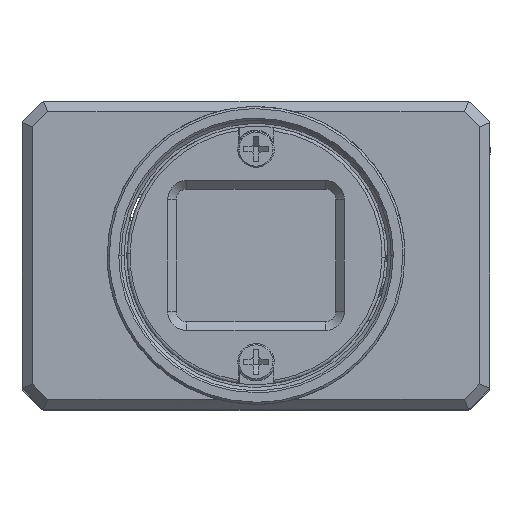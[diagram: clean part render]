
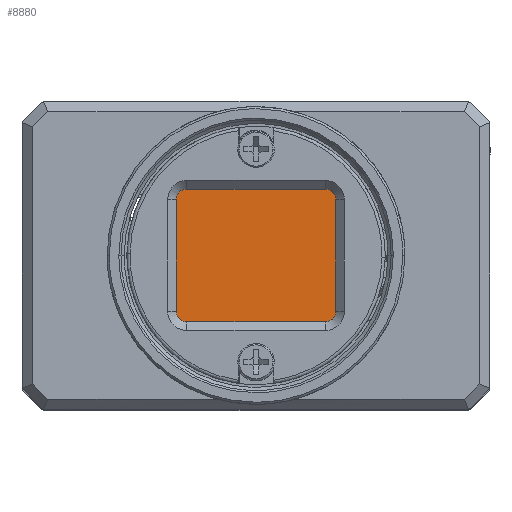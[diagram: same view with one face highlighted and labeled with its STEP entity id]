
A CAD part, front view. The second image highlights one B-rep face of the part: STEP entity #8880.
In plain terms, the highlighted planar face has unit normal (0, -1, 0).
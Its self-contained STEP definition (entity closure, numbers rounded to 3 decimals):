
#567 = CARTESIAN_POINT ( 'NONE',  ( -7.5, -25.76, 19.777 ) ) ;
#601 = EDGE_CURVE ( 'NONE', #4664, #9363, #2581, .T. ) ;
#1130 = CARTESIAN_POINT ( 'NONE',  ( -2.167, -25.76, 20.777 ) ) ;
#1522 = VERTEX_POINT ( 'NONE', #23876 ) ;
#2407 = EDGE_CURVE ( 'NONE', #26810, #4664, #37899, .T. ) ;
#2581 =( BOUNDED_CURVE ( )  B_SPLINE_CURVE ( 2, ( #7838, #7166, #42647 ),
 .UNSPECIFIED., .F., .F. ) 
 B_SPLINE_CURVE_WITH_KNOTS ( ( 3, 3 ),
 ( 0., 1. ),
 .UNSPECIFIED. ) 
 CURVE ( )  GEOMETRIC_REPRESENTATION_ITEM ( )  RATIONAL_B_SPLINE_CURVE ( ( 1., 0.707, 1. ) ) 
 REPRESENTATION_ITEM ( '' )  );
#2907 = CARTESIAN_POINT ( 'NONE',  ( -6.5, -25.76, 8.277 ) ) ;
#3173 = CARTESIAN_POINT ( 'NONE',  ( 7.5, -25.76, 16.277 ) ) ;
#4211 = CARTESIAN_POINT ( 'NONE',  ( -7.5, -25.76, 12.777 ) ) ;
#4612 = ORIENTED_EDGE ( 'NONE', *, *, #601, .F. ) ;
#4664 = VERTEX_POINT ( 'NONE', #9713 ) ;
#5238 = EDGE_CURVE ( 'NONE', #7157, #41943, #26871, .T. ) ;
#6880 = ORIENTED_EDGE ( 'NONE', *, *, #23726, .F. ) ;
#6895 = ORIENTED_EDGE ( 'NONE', *, *, #44326, .F. ) ;
#7157 = VERTEX_POINT ( 'NONE', #26470 ) ;
#7166 = CARTESIAN_POINT ( 'NONE',  ( 7.5, -25.76, 20.777 ) ) ;
#7186 = EDGE_CURVE ( 'NONE', #22181, #1522, #43482, .T. ) ;
#7202 = EDGE_LOOP ( 'NONE', ( #4612, #30064, #6880, #30147, #14249, #19676, #42580, #6895 ) ) ;
#7613 = B_SPLINE_CURVE_WITH_KNOTS ( 'NONE', 3,
 ( #37729, #31135, #17255, #2907 ),
 .UNSPECIFIED., .F., .F.,
 ( 4, 4 ),
 ( 0., 1. ),
 .UNSPECIFIED. ) ;
#7642 = CARTESIAN_POINT ( 'NONE',  ( -7.5, -25.76, 16.277 ) ) ;
#7838 = CARTESIAN_POINT ( 'NONE',  ( 6.5, -25.76, 20.777 ) ) ;
#8880 = ADVANCED_FACE ( 'NONE', ( #40186 ), #23807, .T. ) ;
#9363 = VERTEX_POINT ( 'NONE', #34590 ) ;
#9464 = DIRECTION ( 'NONE',  ( 0., 0., -1. ) ) ;
#9713 = CARTESIAN_POINT ( 'NONE',  ( 6.5, -25.76, 20.777 ) ) ;
#11392 = CARTESIAN_POINT ( 'NONE',  ( -7.5, -25.76, 8.277 ) ) ;
#11559 = CARTESIAN_POINT ( 'NONE',  ( -7.5, -25.76, 20.777 ) ) ;
#11622 = CARTESIAN_POINT ( 'NONE',  ( -6.5, -25.76, 20.777 ) ) ;
#13535 = B_SPLINE_CURVE_WITH_KNOTS ( 'NONE', 3,
 ( #25155, #4211, #7642, #567 ),
 .UNSPECIFIED., .F., .F.,
 ( 4, 4 ),
 ( 0., 1. ),
 .UNSPECIFIED. ) ;
#14249 = ORIENTED_EDGE ( 'NONE', *, *, #5238, .F. ) ;
#14593 = CARTESIAN_POINT ( 'NONE',  ( -7.5, -25.76, 9.277 ) ) ;
#16013 = CARTESIAN_POINT ( 'NONE',  ( -7.5, -25.76, 9.277 ) ) ;
#17255 = CARTESIAN_POINT ( 'NONE',  ( -2.167, -25.76, 8.277 ) ) ;
#18469 = CARTESIAN_POINT ( 'NONE',  ( -6.5, -25.76, 8.277 ) ) ;
#18719 = VERTEX_POINT ( 'NONE', #24814 ) ;
#19503 = DIRECTION ( 'NONE',  ( 0., -1., 0. ) ) ;
#19676 = ORIENTED_EDGE ( 'NONE', *, *, #28360, .F. ) ;
#20887 = B_SPLINE_CURVE_WITH_KNOTS ( 'NONE', 3,
 ( #24341, #3173, #30735, #44596 ),
 .UNSPECIFIED., .F., .F.,
 ( 4, 4 ),
 ( 0., 1. ),
 .UNSPECIFIED. ) ;
#22181 = VERTEX_POINT ( 'NONE', #25329 ) ;
#22544 = CARTESIAN_POINT ( 'NONE',  ( -6.5, -25.76, 20.777 ) ) ;
#23726 = EDGE_CURVE ( 'NONE', #18719, #26810, #39804, .T. ) ;
#23807 = PLANE ( 'NONE',  #33332 ) ;
#23876 = CARTESIAN_POINT ( 'NONE',  ( 6.5, -25.76, 8.277 ) ) ;
#24341 = CARTESIAN_POINT ( 'NONE',  ( 7.5, -25.76, 19.777 ) ) ;
#24814 = CARTESIAN_POINT ( 'NONE',  ( -7.5, -25.76, 19.777 ) ) ;
#25155 = CARTESIAN_POINT ( 'NONE',  ( -7.5, -25.76, 9.277 ) ) ;
#25329 = CARTESIAN_POINT ( 'NONE',  ( 7.5, -25.76, 9.277 ) ) ;
#25459 = CARTESIAN_POINT ( 'NONE',  ( -6.5, -25.76, 20.777 ) ) ;
#25945 = CARTESIAN_POINT ( 'NONE',  ( 6.5, -25.76, 20.777 ) ) ;
#26470 = CARTESIAN_POINT ( 'NONE',  ( -6.5, -25.76, 8.277 ) ) ;
#26810 = VERTEX_POINT ( 'NONE', #11622 ) ;
#26871 =( BOUNDED_CURVE ( )  B_SPLINE_CURVE ( 2, ( #18469, #11392, #14593 ),
 .UNSPECIFIED., .F., .T. ) 
 B_SPLINE_CURVE_WITH_KNOTS ( ( 3, 3 ),
 ( 0., 1. ),
 .UNSPECIFIED. ) 
 CURVE ( )  GEOMETRIC_REPRESENTATION_ITEM ( )  RATIONAL_B_SPLINE_CURVE ( ( 1., 0.707, 1. ) ) 
 REPRESENTATION_ITEM ( '' )  );
#28360 = EDGE_CURVE ( 'NONE', #1522, #7157, #7613, .T. ) ;
#29231 = CARTESIAN_POINT ( 'NONE',  ( 7.5, -25.76, 8.277 ) ) ;
#29376 = CARTESIAN_POINT ( 'NONE',  ( 2.167, -25.76, 20.777 ) ) ;
#29904 = CARTESIAN_POINT ( 'NONE',  ( 7.5, -25.76, 9.277 ) ) ;
#30064 = ORIENTED_EDGE ( 'NONE', *, *, #2407, .F. ) ;
#30147 = ORIENTED_EDGE ( 'NONE', *, *, #38514, .F. ) ;
#30735 = CARTESIAN_POINT ( 'NONE',  ( 7.5, -25.76, 12.777 ) ) ;
#31135 = CARTESIAN_POINT ( 'NONE',  ( 2.167, -25.76, 8.277 ) ) ;
#33332 = AXIS2_PLACEMENT_3D ( 'NONE', #37452, #19503, #9464 ) ;
#34590 = CARTESIAN_POINT ( 'NONE',  ( 7.5, -25.76, 19.777 ) ) ;
#37452 = CARTESIAN_POINT ( 'NONE',  ( 9.11, -25.76, 6.917 ) ) ;
#37729 = CARTESIAN_POINT ( 'NONE',  ( 6.5, -25.76, 8.277 ) ) ;
#37899 = B_SPLINE_CURVE_WITH_KNOTS ( 'NONE', 3,
 ( #22544, #1130, #29376, #25945 ),
 .UNSPECIFIED., .F., .F.,
 ( 4, 4 ),
 ( 0., 1. ),
 .UNSPECIFIED. ) ;
#38514 = EDGE_CURVE ( 'NONE', #41943, #18719, #13535, .T. ) ;
#39804 =( BOUNDED_CURVE ( )  B_SPLINE_CURVE ( 2, ( #42754, #11559, #25459 ),
 .UNSPECIFIED., .F., .F. ) 
 B_SPLINE_CURVE_WITH_KNOTS ( ( 3, 3 ),
 ( 0., 1. ),
 .UNSPECIFIED. ) 
 CURVE ( )  GEOMETRIC_REPRESENTATION_ITEM ( )  RATIONAL_B_SPLINE_CURVE ( ( 1., 0.707, 1. ) ) 
 REPRESENTATION_ITEM ( '' )  );
#40186 = FACE_OUTER_BOUND ( 'NONE', #7202, .T. ) ;
#41943 = VERTEX_POINT ( 'NONE', #16013 ) ;
#42580 = ORIENTED_EDGE ( 'NONE', *, *, #7186, .F. ) ;
#42647 = CARTESIAN_POINT ( 'NONE',  ( 7.5, -25.76, 19.777 ) ) ;
#42754 = CARTESIAN_POINT ( 'NONE',  ( -7.5, -25.76, 19.777 ) ) ;
#43482 =( BOUNDED_CURVE ( )  B_SPLINE_CURVE ( 2, ( #29904, #29231, #43559 ),
 .UNSPECIFIED., .F., .F. ) 
 B_SPLINE_CURVE_WITH_KNOTS ( ( 3, 3 ),
 ( 0., 1. ),
 .UNSPECIFIED. ) 
 CURVE ( )  GEOMETRIC_REPRESENTATION_ITEM ( )  RATIONAL_B_SPLINE_CURVE ( ( 1., 0.707, 1. ) ) 
 REPRESENTATION_ITEM ( '' )  );
#43559 = CARTESIAN_POINT ( 'NONE',  ( 6.5, -25.76, 8.277 ) ) ;
#44326 = EDGE_CURVE ( 'NONE', #9363, #22181, #20887, .T. ) ;
#44596 = CARTESIAN_POINT ( 'NONE',  ( 7.5, -25.76, 9.277 ) ) ;
